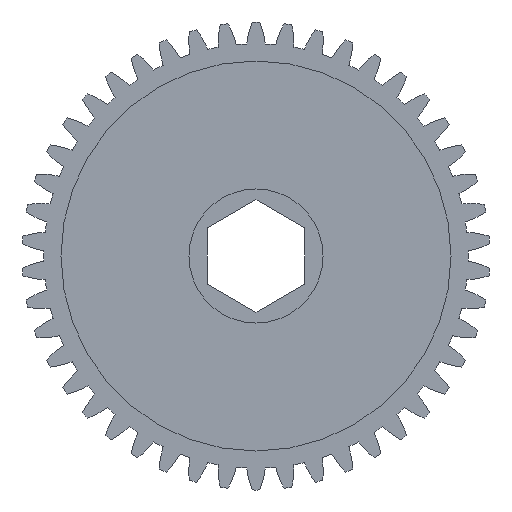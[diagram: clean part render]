
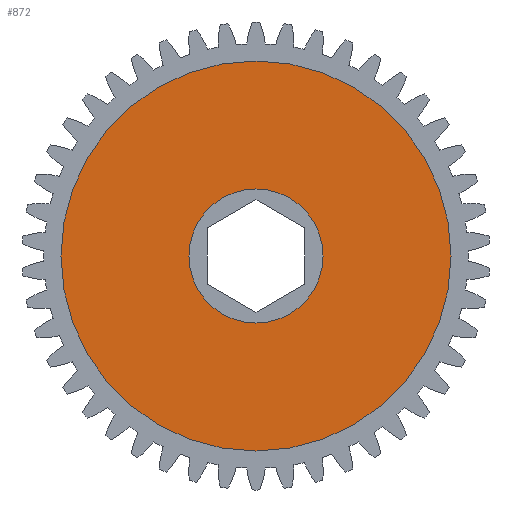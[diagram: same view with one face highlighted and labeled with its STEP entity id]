
A CAD part, left-side view. The second image highlights one B-rep face of the part: STEP entity #872.
In plain terms, the highlighted planar face has unit normal (-1, 0, 0).
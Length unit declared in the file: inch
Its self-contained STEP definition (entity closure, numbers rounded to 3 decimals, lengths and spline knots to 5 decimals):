
#264 = EDGE_CURVE ( 'NONE', #2535, #419, #6562, .T. ) ;
#419 = VERTEX_POINT ( 'NONE', #5214 ) ;
#673 = FACE_BOUND ( 'NONE', #2730, .T. ) ;
#872 = ADVANCED_FACE ( 'NONE', ( #673, #6144 ), #3054, .T. ) ;
#888 = ORIENTED_EDGE ( 'NONE', *, *, #264, .T. ) ;
#1790 = AXIS2_PLACEMENT_3D ( 'NONE', #3235, #3441, #3430 ) ;
#1997 = DIRECTION ( 'NONE',  ( 0., 0., 1. ) ) ;
#2019 = DIRECTION ( 'NONE',  ( -1., 0., 0. ) ) ;
#2045 = CARTESIAN_POINT ( 'NONE',  ( 0.1375, 0., 0. ) ) ;
#2184 = AXIS2_PLACEMENT_3D ( 'NONE', #2853, #4838, #6145 ) ;
#2313 = ORIENTED_EDGE ( 'NONE', *, *, #3708, .F. ) ;
#2430 = DIRECTION ( 'NONE',  ( 0., 0., 1. ) ) ;
#2535 = VERTEX_POINT ( 'NONE', #5493 ) ;
#2730 = EDGE_LOOP ( 'NONE', ( #7096, #2313 ) ) ;
#2853 = CARTESIAN_POINT ( 'NONE',  ( 0.1375, 0., 0. ) ) ;
#3001 = EDGE_CURVE ( 'NONE', #419, #2535, #5741, .T. ) ;
#3054 = PLANE ( 'NONE',  #1790 ) ;
#3235 = CARTESIAN_POINT ( 'NONE',  ( 0.1375, 0., 0. ) ) ;
#3280 = AXIS2_PLACEMENT_3D ( 'NONE', #5555, #4424, #2430 ) ;
#3430 = DIRECTION ( 'NONE',  ( 0., 0., 1. ) ) ;
#3441 = DIRECTION ( 'NONE',  ( -1., 0., 0. ) ) ;
#3708 = EDGE_CURVE ( 'NONE', #4055, #4005, #4428, .T. ) ;
#3766 = DIRECTION ( 'NONE',  ( -1., 0., 0. ) ) ;
#3774 = CARTESIAN_POINT ( 'NONE',  ( 0.1375, 0., 0. ) ) ;
#3888 = EDGE_CURVE ( 'NONE', #4005, #4055, #6869, .T. ) ;
#4005 = VERTEX_POINT ( 'NONE', #6822 ) ;
#4055 = VERTEX_POINT ( 'NONE', #4709 ) ;
#4424 = DIRECTION ( 'NONE',  ( -1., 0., 0. ) ) ;
#4428 = CIRCLE ( 'NONE', #6338, 0.34375 ) ;
#4709 = CARTESIAN_POINT ( 'NONE',  ( 0.1375, 0., 0.34375 ) ) ;
#4838 = DIRECTION ( 'NONE',  ( -1., 0., 0. ) ) ;
#5214 = CARTESIAN_POINT ( 'NONE',  ( 0.1375, 0., 1. ) ) ;
#5493 = CARTESIAN_POINT ( 'NONE',  ( 0.1375, 0., -1. ) ) ;
#5521 = DIRECTION ( 'NONE',  ( 0., 0., 1. ) ) ;
#5555 = CARTESIAN_POINT ( 'NONE',  ( 0.1375, 0., 0. ) ) ;
#5741 = CIRCLE ( 'NONE', #2184, 1. ) ;
#5753 = AXIS2_PLACEMENT_3D ( 'NONE', #2045, #2019, #1997 ) ;
#6081 = ORIENTED_EDGE ( 'NONE', *, *, #3001, .T. ) ;
#6144 = FACE_OUTER_BOUND ( 'NONE', #6721, .T. ) ;
#6145 = DIRECTION ( 'NONE',  ( 0., 0., 1. ) ) ;
#6338 = AXIS2_PLACEMENT_3D ( 'NONE', #3774, #3766, #5521 ) ;
#6562 = CIRCLE ( 'NONE', #3280, 1. ) ;
#6721 = EDGE_LOOP ( 'NONE', ( #6081, #888 ) ) ;
#6822 = CARTESIAN_POINT ( 'NONE',  ( 0.1375, 0., -0.34375 ) ) ;
#6869 = CIRCLE ( 'NONE', #5753, 0.34375 ) ;
#7096 = ORIENTED_EDGE ( 'NONE', *, *, #3888, .F. ) ;
